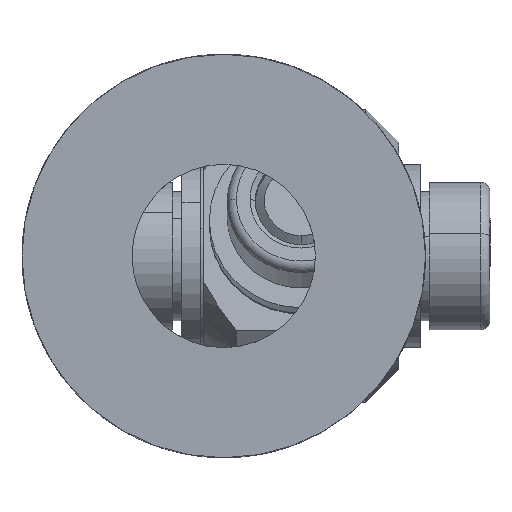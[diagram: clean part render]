
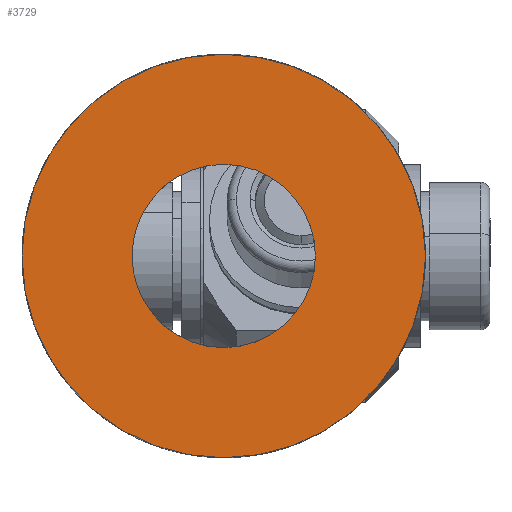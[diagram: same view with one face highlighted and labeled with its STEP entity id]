
A CAD part, left-side view. The second image highlights one B-rep face of the part: STEP entity #3729.
In plain terms, the highlighted face is planar.
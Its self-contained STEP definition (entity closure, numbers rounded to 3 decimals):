
#496=PLANE('',#6856);
#1283=VERTEX_POINT('',#6166);
#1315=VERTEX_POINT('',#6421);
#1526=CIRCLE('',#6834,0.5);
#1532=CIRCLE('',#6855,1.1);
#1975=EDGE_CURVE('',#1283,#1283,#1526,.T.);
#2021=EDGE_CURVE('',#1315,#1315,#1532,.T.);
#2998=ORIENTED_EDGE('',*,*,#1975,.T.);
#2999=ORIENTED_EDGE('',*,*,#2021,.F.);
#3257=EDGE_LOOP('',(#2998));
#3258=EDGE_LOOP('',(#2999));
#3516=FACE_BOUND('',#3257,.T.);
#3517=FACE_BOUND('',#3258,.T.);
#3729=ADVANCED_FACE('',(#3516,#3517),#496,.T.);
#4732=DIRECTION('',(0.,0.,-1.));
#4733=DIRECTION('',(0.5,0.,0.));
#4786=DIRECTION('',(0.,0.,-1.));
#4787=DIRECTION('',(1.1,0.,0.));
#4788=DIRECTION('',(0.,0.,1.));
#6165=CARTESIAN_POINT('',(0.,0.,2.25));
#6166=CARTESIAN_POINT('',(-0.5,0.,2.25));
#6420=CARTESIAN_POINT('',(0.,0.,2.25));
#6421=CARTESIAN_POINT('',(1.1,0.,2.25));
#6422=CARTESIAN_POINT('',(0.,0.,2.25));
#6834=AXIS2_PLACEMENT_3D('',#6165,#4732,#4733);
#6855=AXIS2_PLACEMENT_3D('',#6420,#4786,#4787);
#6856=AXIS2_PLACEMENT_3D('',#6422,#4788,$);
